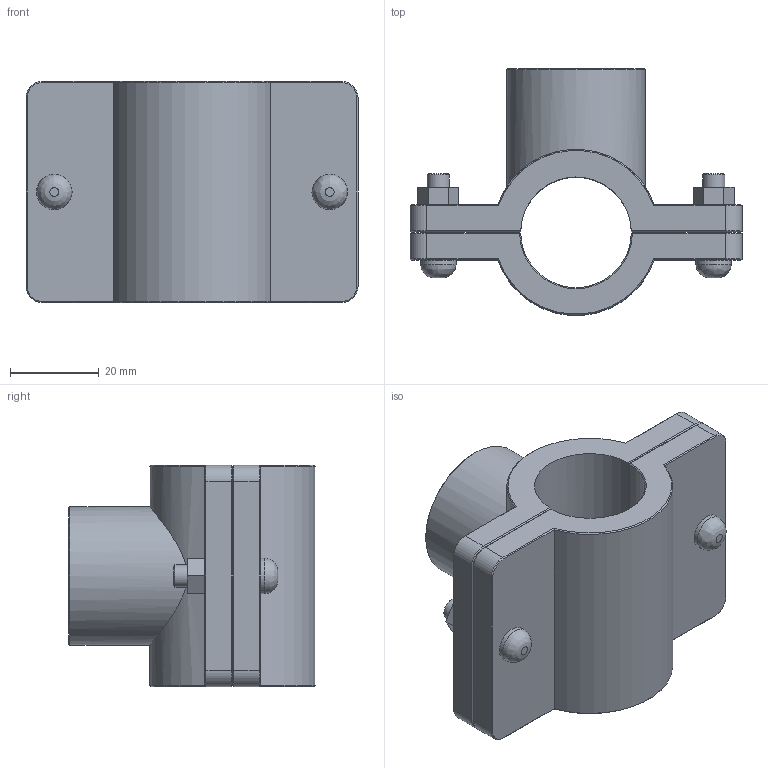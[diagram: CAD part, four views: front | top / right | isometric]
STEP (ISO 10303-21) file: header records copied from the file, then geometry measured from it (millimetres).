
FILE_DESCRIPTION(/* description */ ('PLASSON SADDLE 25-3/4"'),/* implementation_level */ '2;1');
FILE_NAME(/* name */ '160760025007_160860025007.ipt.stp',/* time_stamp */ '2017-06-18T09:24:13+03:00',/* author */ ('KIM'),/* organization */ (''),/* preprocessor_version */ 'ST-DEVELOPER v15.6',/* originating_system */ 'Autodesk Inventor 2015',/* authorisation */ '');
FILE_SCHEMA (('AUTOMOTIVE_DESIGN { 1 0 10303 214 3 1 1 }'));
Length unit declared in the file: millimetre
Products named in the file (1): 160760025007_160860025007
Bounding box: 75 x 55.69 x 50 mm (x, y, z)
Volume: 60750.1 mm3; surface area: 24309.5 mm2
Topology: 1 solids, 1 shells, 113 faces, 263 edges, 162 vertices
Faces by surface type: plane 64, cone 26, cylinder 21, bspline 2
Full cylindrical faces by diameter (mm): 5 x2, 8 x4, 15 x1, 24.117 x1, 31.352 x1
Entity records: 3266 total; most frequent: CARTESIAN_POINT 727, DIRECTION 524, ORIENTED_EDGE 500, EDGE_CURVE 250, AXIS2_PLACEMENT_3D 186, VERTEX_POINT 161, LINE 152, VECTOR 152
